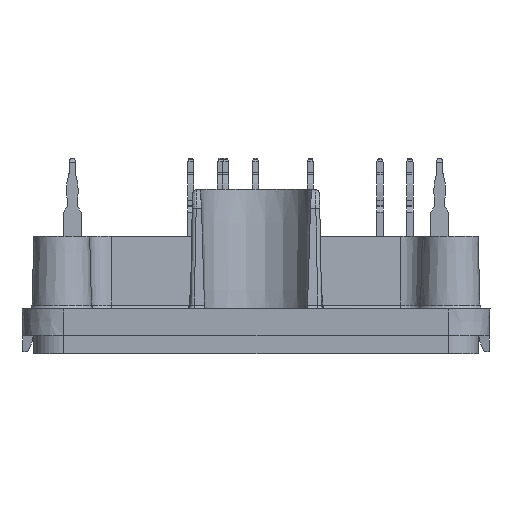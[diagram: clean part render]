
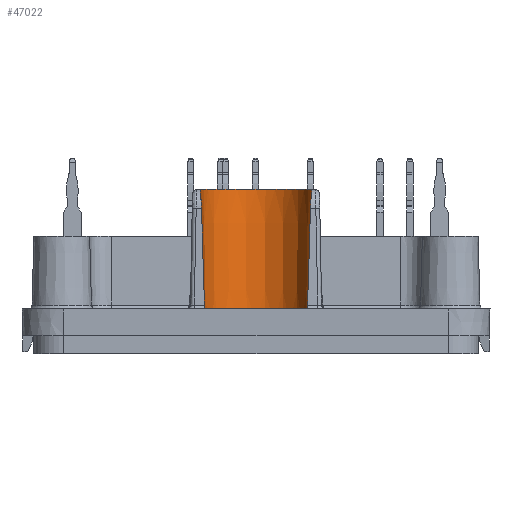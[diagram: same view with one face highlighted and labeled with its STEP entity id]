
A CAD part, left-side view. The second image highlights one B-rep face of the part: STEP entity #47022.
In plain terms, the highlighted conical face has half-angle 1 degrees and reference radius 5.538 mm.
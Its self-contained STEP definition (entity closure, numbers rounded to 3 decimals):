
#73=CONICAL_SURFACE('',#49047,5.538,0.017);
#129=B_SPLINE_CURVE_WITH_KNOTS('',3,(#66761,#66762,#66763,#66764,#66765),
 .UNSPECIFIED.,.F.,.F.,(4,1,4),(0.,0.002,0.003),
 .UNSPECIFIED.);
#130=B_SPLINE_CURVE_WITH_KNOTS('',3,(#66773,#66774,#66775,#66776,#66777),
 .UNSPECIFIED.,.F.,.F.,(4,1,4),(0.,0.002,
0.003),.UNSPECIFIED.);
#131=B_SPLINE_CURVE_WITH_KNOTS('',3,(#66783,#66784,#66785,#66786),
 .UNSPECIFIED.,.F.,.F.,(4,4),(0.,0.001),.UNSPECIFIED.);
#136=B_SPLINE_CURVE_WITH_KNOTS('',3,(#66840,#66841,#66842,#66843),
 .UNSPECIFIED.,.F.,.F.,(4,4),(0.,0.001),
 .UNSPECIFIED.);
#149=ELLIPSE('',#49028,126.261,6.231);
#152=ELLIPSE('',#49046,126.261,6.231);
#9394=ORIENTED_EDGE('',*,*,#19105,.F.);
#9395=ORIENTED_EDGE('',*,*,#19423,.T.);
#9396=ORIENTED_EDGE('',*,*,#19421,.T.);
#9397=ORIENTED_EDGE('',*,*,#19410,.T.);
#9398=ORIENTED_EDGE('',*,*,#19401,.T.);
#9399=ORIENTED_EDGE('',*,*,#19399,.T.);
#9400=ORIENTED_EDGE('',*,*,#19398,.T.);
#9401=ORIENTED_EDGE('',*,*,#19396,.T.);
#9402=ORIENTED_EDGE('',*,*,#19394,.T.);
#19105=EDGE_CURVE('',#24269,#24269,#27679,.T.);
#19394=EDGE_CURVE('',#24464,#24465,#129,.T.);
#19396=EDGE_CURVE('',#24466,#24464,#27806,.F.);
#19398=EDGE_CURVE('',#24467,#24466,#130,.T.);
#19399=EDGE_CURVE('',#24468,#24467,#149,.F.);
#19401=EDGE_CURVE('',#24469,#24468,#131,.T.);
#19410=EDGE_CURVE('',#24474,#24469,#27807,.T.);
#19421=EDGE_CURVE('',#24479,#24474,#136,.T.);
#19423=EDGE_CURVE('',#24465,#24479,#152,.F.);
#24269=VERTEX_POINT('',#62800);
#24464=VERTEX_POINT('',#66758);
#24465=VERTEX_POINT('',#66760);
#24466=VERTEX_POINT('',#66768);
#24467=VERTEX_POINT('',#66772);
#24468=VERTEX_POINT('',#66780);
#24469=VERTEX_POINT('',#66787);
#24474=VERTEX_POINT('',#66812);
#24479=VERTEX_POINT('',#66844);
#27679=CIRCLE('',#48783,5.349);
#27806=CIRCLE('',#49025,5.585);
#27807=CIRCLE('',#49035,5.375);
#29204=EDGE_LOOP('',(#9394));
#29205=EDGE_LOOP('',(#9395,#9396,#9397,#9398,#9399,#9400,#9401,#9402));
#31217=FACE_BOUND('',#29204,.T.);
#31218=FACE_BOUND('',#29205,.T.);
#47022=ADVANCED_FACE('',(#31217,#31218),#73,.F.);
#48783=AXIS2_PLACEMENT_3D('',#62799,#52297,#52298);
#49025=AXIS2_PLACEMENT_3D('',#66769,#52906,#52907);
#49028=AXIS2_PLACEMENT_3D('',#66779,#52913,#52914);
#49035=AXIS2_PLACEMENT_3D('',#66811,#52933,#52934);
#49046=AXIS2_PLACEMENT_3D('',#66847,#52961,#52962);
#49047=AXIS2_PLACEMENT_3D('',#66848,#52963,#52964);
#52297=DIRECTION('',(0.,0.,1.));
#52298=DIRECTION('',(1.,0.,0.));
#52906=DIRECTION('',(0.,0.,-1.));
#52907=DIRECTION('',(1.,0.,0.));
#52913=DIRECTION('',(0.999,0.,-0.052));
#52914=DIRECTION('',(0.052,0.,0.999));
#52933=DIRECTION('',(0.,0.,1.));
#52934=DIRECTION('',(-1.,0.,0.));
#52961=DIRECTION('',(0.999,0.,-0.052));
#52962=DIRECTION('',(0.052,0.,0.999));
#52963=DIRECTION('',(0.,0.,1.));
#52964=DIRECTION('',(-1.,0.,0.));
#62799=CARTESIAN_POINT('',(-46.5,0.,-0.3));
#62800=CARTESIAN_POINT('',(-41.151,0.,-0.3));
#66758=CARTESIAN_POINT('',(-45.473,5.49,13.2));
#66760=CARTESIAN_POINT('',(-47.47,5.466,11.305));
#66761=CARTESIAN_POINT('',(-45.473,5.49,13.2));
#66762=CARTESIAN_POINT('',(-45.977,5.584,13.2));
#66763=CARTESIAN_POINT('',(-46.987,5.597,12.796));
#66764=CARTESIAN_POINT('',(-47.444,5.48,11.816));
#66765=CARTESIAN_POINT('',(-47.47,5.466,11.305));
#66768=CARTESIAN_POINT('',(-45.473,-5.49,13.2));
#66769=CARTESIAN_POINT('',(-46.5,0.,13.2));
#66772=CARTESIAN_POINT('',(-47.47,-5.466,11.305));
#66773=CARTESIAN_POINT('',(-47.47,-5.466,11.305));
#66774=CARTESIAN_POINT('',(-47.444,-5.48,11.816));
#66775=CARTESIAN_POINT('',(-46.988,-5.597,12.795));
#66776=CARTESIAN_POINT('',(-45.977,-5.584,13.2));
#66777=CARTESIAN_POINT('',(-45.473,-5.49,13.2));
#66779=CARTESIAN_POINT('',(-44.299,0.,71.817));
#66780=CARTESIAN_POINT('',(-47.98,-5.174,1.579));
#66783=CARTESIAN_POINT('',(-48.38,-5.036,1.2));
#66784=CARTESIAN_POINT('',(-48.182,-5.11,1.2));
#66785=CARTESIAN_POINT('',(-47.991,-5.167,1.369));
#66786=CARTESIAN_POINT('',(-47.98,-5.174,1.579));
#66787=CARTESIAN_POINT('',(-48.38,-5.036,1.2));
#66811=CARTESIAN_POINT('',(-46.5,0.,1.2));
#66812=CARTESIAN_POINT('',(-48.38,5.036,1.2));
#66840=CARTESIAN_POINT('',(-47.98,5.174,1.579));
#66841=CARTESIAN_POINT('',(-47.991,5.167,1.369));
#66842=CARTESIAN_POINT('',(-48.183,5.11,1.2));
#66843=CARTESIAN_POINT('',(-48.38,5.036,1.2));
#66844=CARTESIAN_POINT('',(-47.98,5.174,1.579));
#66847=CARTESIAN_POINT('',(-44.299,0.,71.817));
#66848=CARTESIAN_POINT('',(-46.5,0.,10.497));
